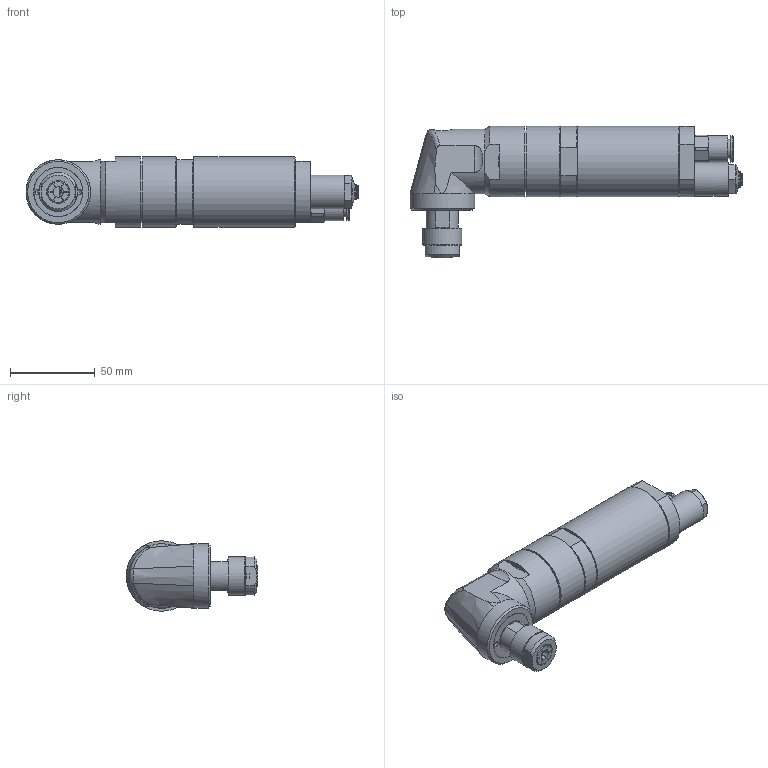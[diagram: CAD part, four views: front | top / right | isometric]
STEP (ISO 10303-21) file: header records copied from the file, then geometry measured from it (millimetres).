
FILE_DESCRIPTION(/* description */ (''),/* implementation_level */ '2;1');
FILE_NAME(/* name */ 'PWAS 4-180 RS_P29945717.stp',/* time_stamp */ '2022-04-11T17:56:01+02:00',/* author */ ('IBasyouni'),/* organization */ (''),/* preprocessor_version */ 'ST-DEVELOPER v18.1',/* originating_system */ 'Autodesk Inventor 2021',/* authorisation */ '');
FILE_SCHEMA (('AUTOMOTIVE_DESIGN { 1 0 10303 214 3 1 1 }'));
Length unit declared in the file: millimetre
Products named in the file (1): PWAS 4-180 RS_P29945717
Bounding box: 195.5 x 77.27 x 41.5 mm (x, y, z)
Volume: 234666.4 mm3; surface area: 36454 mm2
Topology: 1 solids, 5 shells, 413 faces, 1107 edges, 706 vertices
Faces by surface type: plane 213, cone 81, cylinder 70, bspline 24, sphere 15, torus 10
Full cylindrical faces by diameter (mm): 3 x2, 6 x1, 6.5 x1, 7.5 x1, 8 x1, 8.5 x1, 9 x1, 10 x2, 10.5 x1, 11.2 x1, 11.445 x1, 12 x1, 13.2 x1, 15.5 x1, 15.75 x1, 17.917 x1, 19 x4, 20 x1, 23 x1, 36 x1, 38 x2, 41.5 x3
Entity records: 14304 total; most frequent: CARTESIAN_POINT 3803, ORIENTED_EDGE 2208, DIRECTION 2004, EDGE_CURVE 1104, AXIS2_PLACEMENT_3D 767, VERTEX_POINT 706, LINE 470, VECTOR 470
